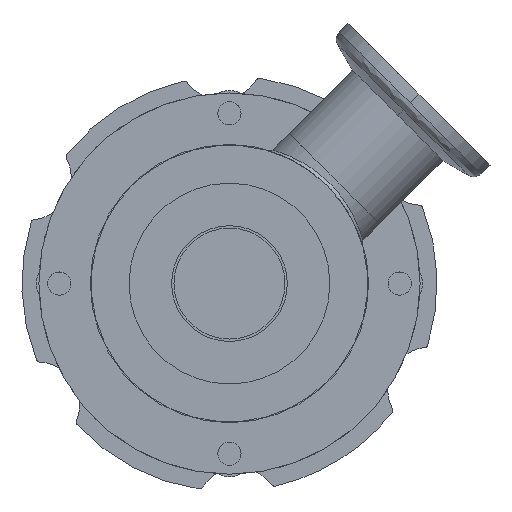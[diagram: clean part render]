
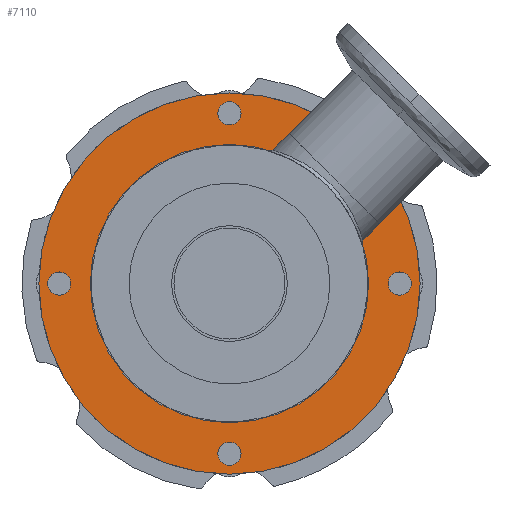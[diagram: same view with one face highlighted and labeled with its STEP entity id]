
A CAD part, front view. The second image highlights one B-rep face of the part: STEP entity #7110.
In plain terms, the highlighted planar face has unit normal (0, -1, 0).
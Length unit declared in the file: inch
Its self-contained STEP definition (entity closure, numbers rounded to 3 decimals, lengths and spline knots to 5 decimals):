
#179 = VERTEX_POINT ( 'NONE', #4444 ) ;
#228 = DIRECTION ( 'NONE',  ( 0., 0., 1. ) ) ;
#672 = AXIS2_PLACEMENT_3D ( 'NONE', #8600, #18298, #27955 ) ;
#681 = CARTESIAN_POINT ( 'NONE',  ( -1., 0., 0. ) ) ;
#731 = DIRECTION ( 'NONE',  ( 0., 1., 0. ) ) ;
#863 = CARTESIAN_POINT ( 'NONE',  ( 0., 0., 1. ) ) ;
#1154 = DIRECTION ( 'NONE',  ( 0., 0., 1. ) ) ;
#1481 = CARTESIAN_POINT ( 'NONE',  ( -1., 0., 0.068 ) ) ;
#1598 = AXIS2_PLACEMENT_3D ( 'NONE', #22345, #731, #10272 ) ;
#1677 = DIRECTION ( 'NONE',  ( 0., 0., 1. ) ) ;
#1878 = DIRECTION ( 'NONE',  ( 0., 1., 0. ) ) ;
#2534 = CARTESIAN_POINT ( 'NONE',  ( 1., 0., 0.068 ) ) ;
#2563 = CARTESIAN_POINT ( 'NONE',  ( 1., 0., 0. ) ) ;
#3109 = ORIENTED_EDGE ( 'NONE', *, *, #11020, .T. ) ;
#3383 = ORIENTED_EDGE ( 'NONE', *, *, #27307, .T. ) ;
#4042 = PLANE ( 'NONE',  #14147 ) ;
#4353 = CARTESIAN_POINT ( 'NONE',  ( 0., 0., -1. ) ) ;
#4428 = CIRCLE ( 'NONE', #22088, 0.068 ) ;
#4444 = CARTESIAN_POINT ( 'NONE',  ( 0., 0., 1.068 ) ) ;
#4693 = AXIS2_PLACEMENT_3D ( 'NONE', #20824, #30433, #8740 ) ;
#4927 = ORIENTED_EDGE ( 'NONE', *, *, #22583, .T. ) ;
#5673 = AXIS2_PLACEMENT_3D ( 'NONE', #6713, #16366, #26068 ) ;
#5696 = CIRCLE ( 'NONE', #9700, 0.068 ) ;
#5849 = CARTESIAN_POINT ( 'NONE',  ( 0., 0., -1. ) ) ;
#6371 = FACE_BOUND ( 'NONE', #21400, .T. ) ;
#6713 = CARTESIAN_POINT ( 'NONE',  ( 0., 0., 0. ) ) ;
#6801 = AXIS2_PLACEMENT_3D ( 'NONE', #5849, #22800, #1154 ) ;
#6934 = DIRECTION ( 'NONE',  ( 0., 0., 1. ) ) ;
#7049 = ORIENTED_EDGE ( 'NONE', *, *, #24165, .F. ) ;
#7110 = ADVANCED_FACE ( 'NONE', ( #8702, #18401, #28064, #6371, #16014, #25704 ), #4042, .F. ) ;
#7508 = EDGE_LOOP ( 'NONE', ( #15903, #30254 ) ) ;
#8169 = AXIS2_PLACEMENT_3D ( 'NONE', #12105, #21846, #228 ) ;
#8416 = VERTEX_POINT ( 'NONE', #29013 ) ;
#8600 = CARTESIAN_POINT ( 'NONE',  ( 0., 0., 0. ) ) ;
#8702 = FACE_BOUND ( 'NONE', #15313, .T. ) ;
#8740 = DIRECTION ( 'NONE',  ( 0., 0., 1. ) ) ;
#9015 = EDGE_CURVE ( 'NONE', #12875, #26445, #31122, .T. ) ;
#9657 = VERTEX_POINT ( 'NONE', #16276 ) ;
#9700 = AXIS2_PLACEMENT_3D ( 'NONE', #2563, #12106, #21849 ) ;
#10214 = DIRECTION ( 'NONE',  ( 0., 1., 0. ) ) ;
#10272 = DIRECTION ( 'NONE',  ( 0., 0., 1. ) ) ;
#10290 = ORIENTED_EDGE ( 'NONE', *, *, #24193, .T. ) ;
#10389 = DIRECTION ( 'NONE',  ( 0., 1., 0. ) ) ;
#10920 = CIRCLE ( 'NONE', #28671, 1.12 ) ;
#11020 = EDGE_CURVE ( 'NONE', #179, #8416, #24846, .T. ) ;
#11216 = ORIENTED_EDGE ( 'NONE', *, *, #13278, .T. ) ;
#11419 = DIRECTION ( 'NONE',  ( 0., 0., 1. ) ) ;
#12105 = CARTESIAN_POINT ( 'NONE',  ( -1., 0., 0. ) ) ;
#12106 = DIRECTION ( 'NONE',  ( 0., 1., 0. ) ) ;
#12170 = ORIENTED_EDGE ( 'NONE', *, *, #18280, .T. ) ;
#12875 = VERTEX_POINT ( 'NONE', #26582 ) ;
#13278 = EDGE_CURVE ( 'NONE', #8416, #179, #15166, .T. ) ;
#13608 = CARTESIAN_POINT ( 'NONE',  ( -0.8175, 0., 0. ) ) ;
#13920 = DIRECTION ( 'NONE',  ( 0., 1., 0. ) ) ;
#13924 = CARTESIAN_POINT ( 'NONE',  ( 0., 0., 0.8175 ) ) ;
#14147 = AXIS2_PLACEMENT_3D ( 'NONE', #13608, #23316, #1677 ) ;
#14193 = CIRCLE ( 'NONE', #672, 0.8175 ) ;
#14475 = EDGE_CURVE ( 'NONE', #29678, #15440, #10920, .T. ) ;
#15166 = CIRCLE ( 'NONE', #1598, 0.068 ) ;
#15169 = AXIS2_PLACEMENT_3D ( 'NONE', #863, #10389, #20098 ) ;
#15251 = AXIS2_PLACEMENT_3D ( 'NONE', #23532, #1878, #11419 ) ;
#15313 = EDGE_LOOP ( 'NONE', ( #24878, #4927 ) ) ;
#15440 = VERTEX_POINT ( 'NONE', #30893 ) ;
#15852 = EDGE_LOOP ( 'NONE', ( #10290, #12170 ) ) ;
#15903 = ORIENTED_EDGE ( 'NONE', *, *, #24087, .T. ) ;
#16014 = FACE_OUTER_BOUND ( 'NONE', #29276, .T. ) ;
#16276 = CARTESIAN_POINT ( 'NONE',  ( 0., 0., -0.932 ) ) ;
#16366 = DIRECTION ( 'NONE',  ( 0., 1., 0. ) ) ;
#17533 = CARTESIAN_POINT ( 'NONE',  ( 1., 0., -0.068 ) ) ;
#17876 = VERTEX_POINT ( 'NONE', #31023 ) ;
#18280 = EDGE_CURVE ( 'NONE', #17876, #26282, #14193, .T. ) ;
#18298 = DIRECTION ( 'NONE',  ( 0., 1., 0. ) ) ;
#18302 = CIRCLE ( 'NONE', #4693, 0.068 ) ;
#18401 = FACE_BOUND ( 'NONE', #7508, .T. ) ;
#18985 = CARTESIAN_POINT ( 'NONE',  ( 0., 0., 0. ) ) ;
#19327 = CIRCLE ( 'NONE', #5673, 0.8175 ) ;
#19919 = DIRECTION ( 'NONE',  ( 0., 0., 1. ) ) ;
#20098 = DIRECTION ( 'NONE',  ( 0., 0., 1. ) ) ;
#20467 = CIRCLE ( 'NONE', #6801, 0.068 ) ;
#20824 = CARTESIAN_POINT ( 'NONE',  ( 1., 0., 0. ) ) ;
#20980 = VERTEX_POINT ( 'NONE', #27451 ) ;
#21400 = EDGE_LOOP ( 'NONE', ( #3383, #30917 ) ) ;
#21483 = VERTEX_POINT ( 'NONE', #2534 ) ;
#21496 = CARTESIAN_POINT ( 'NONE',  ( 0., 0., -1.12 ) ) ;
#21580 = AXIS2_PLACEMENT_3D ( 'NONE', #681, #10214, #19919 ) ;
#21846 = DIRECTION ( 'NONE',  ( 0., 1., 0. ) ) ;
#21849 = DIRECTION ( 'NONE',  ( 0., 0., 1. ) ) ;
#21883 = CIRCLE ( 'NONE', #8169, 0.068 ) ;
#22088 = AXIS2_PLACEMENT_3D ( 'NONE', #4353, #13920, #23646 ) ;
#22345 = CARTESIAN_POINT ( 'NONE',  ( 0., 0., 1. ) ) ;
#22583 = EDGE_CURVE ( 'NONE', #20980, #9657, #4428, .T. ) ;
#22800 = DIRECTION ( 'NONE',  ( 0., 1., 0. ) ) ;
#23316 = DIRECTION ( 'NONE',  ( 0., 1., 0. ) ) ;
#23532 = CARTESIAN_POINT ( 'NONE',  ( 0., 0., 0. ) ) ;
#23646 = DIRECTION ( 'NONE',  ( 0., 0., 1. ) ) ;
#23677 = EDGE_LOOP ( 'NONE', ( #3109, #11216 ) ) ;
#24087 = EDGE_CURVE ( 'NONE', #21483, #27406, #18302, .T. ) ;
#24165 = EDGE_CURVE ( 'NONE', #15440, #29678, #28920, .T. ) ;
#24193 = EDGE_CURVE ( 'NONE', #26282, #17876, #19327, .T. ) ;
#24471 = EDGE_CURVE ( 'NONE', #27406, #21483, #5696, .T. ) ;
#24846 = CIRCLE ( 'NONE', #15169, 0.068 ) ;
#24878 = ORIENTED_EDGE ( 'NONE', *, *, #25630, .T. ) ;
#25630 = EDGE_CURVE ( 'NONE', #9657, #20980, #20467, .T. ) ;
#25704 = FACE_BOUND ( 'NONE', #15852, .T. ) ;
#26068 = DIRECTION ( 'NONE',  ( 0., 0., 1. ) ) ;
#26282 = VERTEX_POINT ( 'NONE', #13924 ) ;
#26445 = VERTEX_POINT ( 'NONE', #1481 ) ;
#26582 = CARTESIAN_POINT ( 'NONE',  ( -1., 0., -0.068 ) ) ;
#27307 = EDGE_CURVE ( 'NONE', #26445, #12875, #21883, .T. ) ;
#27406 = VERTEX_POINT ( 'NONE', #17533 ) ;
#27451 = CARTESIAN_POINT ( 'NONE',  ( 0., 0., -1.068 ) ) ;
#27955 = DIRECTION ( 'NONE',  ( 0., 0., 1. ) ) ;
#28064 = FACE_BOUND ( 'NONE', #23677, .T. ) ;
#28627 = DIRECTION ( 'NONE',  ( 0., 1., 0. ) ) ;
#28671 = AXIS2_PLACEMENT_3D ( 'NONE', #18985, #28627, #6934 ) ;
#28920 = CIRCLE ( 'NONE', #15251, 1.12 ) ;
#29013 = CARTESIAN_POINT ( 'NONE',  ( 0., 0., 0.932 ) ) ;
#29276 = EDGE_LOOP ( 'NONE', ( #7049, #29782 ) ) ;
#29678 = VERTEX_POINT ( 'NONE', #21496 ) ;
#29782 = ORIENTED_EDGE ( 'NONE', *, *, #14475, .F. ) ;
#30254 = ORIENTED_EDGE ( 'NONE', *, *, #24471, .T. ) ;
#30433 = DIRECTION ( 'NONE',  ( 0., 1., 0. ) ) ;
#30893 = CARTESIAN_POINT ( 'NONE',  ( 0., 0., 1.12 ) ) ;
#30917 = ORIENTED_EDGE ( 'NONE', *, *, #9015, .T. ) ;
#31023 = CARTESIAN_POINT ( 'NONE',  ( 0., 0., -0.8175 ) ) ;
#31122 = CIRCLE ( 'NONE', #21580, 0.068 ) ;
